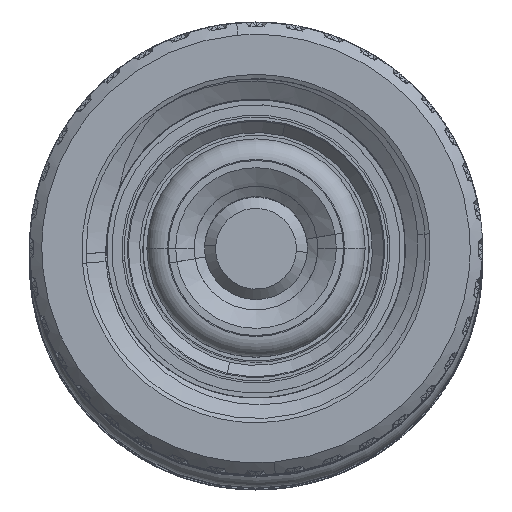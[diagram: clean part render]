
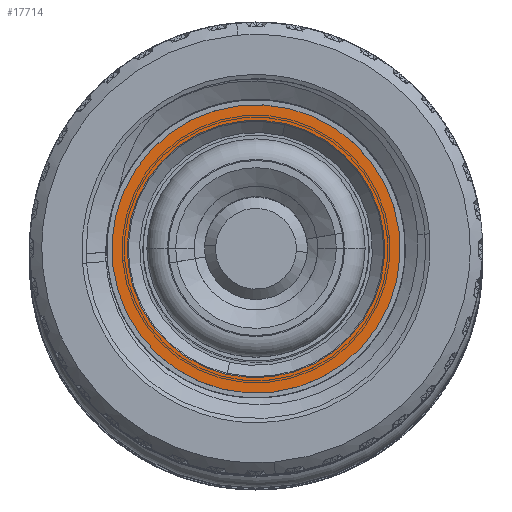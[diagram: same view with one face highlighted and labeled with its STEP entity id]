
A CAD part, top view. The second image highlights one B-rep face of the part: STEP entity #17714.
In plain terms, the highlighted face is planar.
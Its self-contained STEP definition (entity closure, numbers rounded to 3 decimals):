
#1553 = ORIENTED_EDGE ( 'NONE', *, *, #26131, .T. ) ;
#1863 = EDGE_LOOP ( 'NONE', ( #47976, #1553 ) ) ;
#2710 = AXIS2_PLACEMENT_3D ( 'NONE', #39234, #54923, #9682 ) ;
#2740 = VERTEX_POINT ( 'NONE', #55980 ) ;
#2766 = CIRCLE ( 'NONE', #2710, 3.125 ) ;
#2809 = AXIS2_PLACEMENT_3D ( 'NONE', #58874, #12718, #48515 ) ;
#3352 = EDGE_CURVE ( 'NONE', #30967, #2740, #43647, .T. ) ;
#3528 = DIRECTION ( 'NONE',  ( -1., 0., 0. ) ) ;
#4398 = CIRCLE ( 'NONE', #60636, 3.125 ) ;
#4900 = CARTESIAN_POINT ( 'NONE',  ( -9.473, 0., 0. ) ) ;
#6029 = EDGE_CURVE ( 'NONE', #6468, #49739, #4398, .T. ) ;
#6468 = VERTEX_POINT ( 'NONE', #9873 ) ;
#8131 = AXIS2_PLACEMENT_3D ( 'NONE', #23382, #3528, #48352 ) ;
#9682 = DIRECTION ( 'NONE',  ( 0., 0., 1. ) ) ;
#9873 = CARTESIAN_POINT ( 'NONE',  ( -9.473, 0., -3.125 ) ) ;
#12718 = DIRECTION ( 'NONE',  ( -1., 0., 0. ) ) ;
#12930 = FACE_OUTER_BOUND ( 'NONE', #1863, .T. ) ;
#15411 = CIRCLE ( 'NONE', #17583, 3.5 ) ;
#17583 = AXIS2_PLACEMENT_3D ( 'NONE', #63671, #37780, #33356 ) ;
#17714 = ADVANCED_FACE ( 'NONE', ( #12930, #30033 ), #33654, .T. ) ;
#23382 = CARTESIAN_POINT ( 'NONE',  ( -9.473, 0., 0. ) ) ;
#25844 = CARTESIAN_POINT ( 'NONE',  ( -9.473, 0., 3.5 ) ) ;
#26131 = EDGE_CURVE ( 'NONE', #2740, #30967, #15411, .T. ) ;
#28210 = ORIENTED_EDGE ( 'NONE', *, *, #6029, .F. ) ;
#30033 = FACE_BOUND ( 'NONE', #54012, .T. ) ;
#30867 = ORIENTED_EDGE ( 'NONE', *, *, #40056, .F. ) ;
#30967 = VERTEX_POINT ( 'NONE', #25844 ) ;
#33356 = DIRECTION ( 'NONE',  ( 0., 0., 1. ) ) ;
#33654 = PLANE ( 'NONE',  #2809 ) ;
#37780 = DIRECTION ( 'NONE',  ( -1., 0., 0. ) ) ;
#39234 = CARTESIAN_POINT ( 'NONE',  ( -9.473, 0., 0. ) ) ;
#40056 = EDGE_CURVE ( 'NONE', #49739, #6468, #2766, .T. ) ;
#40196 = DIRECTION ( 'NONE',  ( -1., 0., 0. ) ) ;
#43647 = CIRCLE ( 'NONE', #8131, 3.5 ) ;
#47976 = ORIENTED_EDGE ( 'NONE', *, *, #3352, .T. ) ;
#48352 = DIRECTION ( 'NONE',  ( 0., 0., 1. ) ) ;
#48515 = DIRECTION ( 'NONE',  ( 0., 0., 1. ) ) ;
#49739 = VERTEX_POINT ( 'NONE', #57679 ) ;
#54012 = EDGE_LOOP ( 'NONE', ( #30867, #28210 ) ) ;
#54923 = DIRECTION ( 'NONE',  ( -1., 0., 0. ) ) ;
#55980 = CARTESIAN_POINT ( 'NONE',  ( -9.473, 0., -3.5 ) ) ;
#57679 = CARTESIAN_POINT ( 'NONE',  ( -9.473, 0., 3.125 ) ) ;
#58874 = CARTESIAN_POINT ( 'NONE',  ( -9.473, 3.125, 0. ) ) ;
#60636 = AXIS2_PLACEMENT_3D ( 'NONE', #4900, #40196, #60940 ) ;
#60940 = DIRECTION ( 'NONE',  ( 0., 0., 1. ) ) ;
#63671 = CARTESIAN_POINT ( 'NONE',  ( -9.473, 0., 0. ) ) ;
